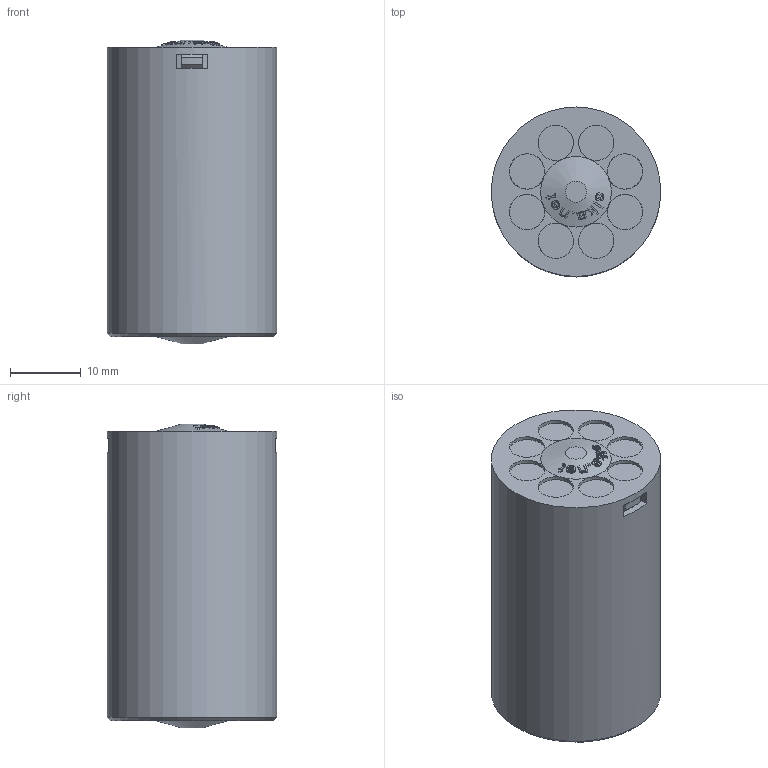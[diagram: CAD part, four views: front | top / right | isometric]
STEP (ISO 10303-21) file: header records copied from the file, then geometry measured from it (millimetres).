
FILE_DESCRIPTION(/* description */ (''),/* implementation_level */ '2;1');
FILE_NAME(/* name */ 'VY2061K50000YY_STEP.stp',/* time_stamp */ '2023-05-09T16:44:44+02:00',/* author */ ('grass'),/* organization */ (''),/* preprocessor_version */ 'ST-DEVELOPER v18',/* originating_system */ 'Autodesk Inventor 2020',/* authorisation */ '');
FILE_SCHEMA (('AUTOMOTIVE_DESIGN { 1 0 10303 214 3 1 1 }'));
Length unit declared in the file: millimetre
Products named in the file (1): Bauteil9
Bounding box: 24 x 24 x 43 mm (x, y, z)
Volume: 18419.3 mm3; surface area: 4145.7 mm2
Topology: 1 solids, 1 shells, 184 faces, 476 edges, 310 vertices
Faces by surface type: plane 86, bspline 54, cylinder 26, cone 18
Full cylindrical faces by diameter (mm): 1 x1, 5 x10, 24 x1
Entity records: 6939 total; most frequent: CARTESIAN_POINT 2814, ORIENTED_EDGE 952, DIRECTION 612, EDGE_CURVE 476, VERTEX_POINT 310, AXIS2_PLACEMENT_3D 219, EDGE_LOOP 200, FACE_OUTER_BOUND 184
